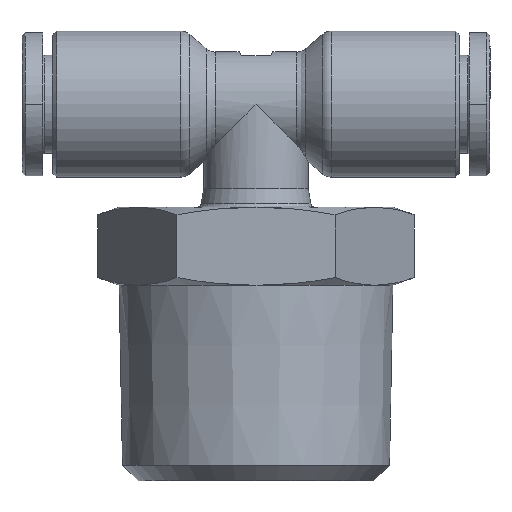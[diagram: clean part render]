
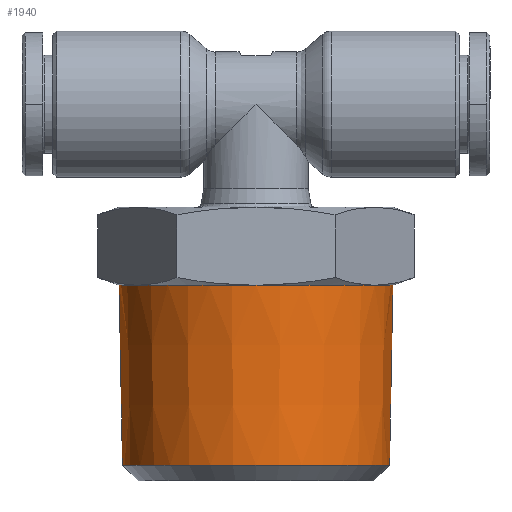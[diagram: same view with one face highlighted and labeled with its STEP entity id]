
A CAD part, front view. The second image highlights one B-rep face of the part: STEP entity #1940.
In plain terms, the highlighted conical face has half-angle 1.06 degrees and reference radius 10.361 mm.
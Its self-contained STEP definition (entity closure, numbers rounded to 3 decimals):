
#1803=CARTESIAN_POINT('',(-9.218,0.,-14.116));
#1804=VERTEX_POINT('',#1803);
#1841=CARTESIAN_POINT('',(11.782,0.,-14.116));
#1842=VERTEX_POINT('',#1841);
#1876=CARTESIAN_POINT('',(1.282,0.,-21.616));
#1877=DIRECTION('',(0.,0.,1.0));
#1878=DIRECTION('',(1.0,0.0,0.0));
#1879=AXIS2_PLACEMENT_3D('',#1876,#1877,#1878);
#1880=CONICAL_SURFACE('',#1879,10.361,1.06);
#1881=CARTESIAN_POINT('',(11.527,0.,-27.916));
#1882=VERTEX_POINT('',#1881);
#1883=CARTESIAN_POINT('',(11.782,0.,-14.116));
#1884=DIRECTION('',(-0.018,0.,-1.));
#1885=VECTOR('',#1884,13.803);
#1886=LINE('',#1883,#1885);
#1887=EDGE_CURVE('',#1842,#1882,#1886,.T.);
#1888=ORIENTED_EDGE('',*,*,#1887,.F.);
#1889=CARTESIAN_POINT('',(10.375,-5.25,-14.116));
#1890=VERTEX_POINT('',#1889);
#1891=CARTESIAN_POINT('',(1.282,0.,-14.116));
#1892=DIRECTION('',(0.0,0.0,-1.0));
#1893=DIRECTION('',(1.0,0.0,0.0));
#1894=AXIS2_PLACEMENT_3D('',#1891,#1892,#1893);
#1895=CIRCLE('',#1894,10.5);
#1896=EDGE_CURVE('',#1842,#1890,#1895,.T.);
#1897=ORIENTED_EDGE('',*,*,#1896,.T.);
#1898=CARTESIAN_POINT('',(1.282,-10.5,-14.116));
#1899=VERTEX_POINT('',#1898);
#1900=CARTESIAN_POINT('',(1.282,0.,-14.116));
#1901=DIRECTION('',(0.0,0.0,-1.0));
#1902=DIRECTION('',(1.0,0.0,0.0));
#1903=AXIS2_PLACEMENT_3D('',#1900,#1901,#1902);
#1904=CIRCLE('',#1903,10.5);
#1905=EDGE_CURVE('',#1890,#1899,#1904,.T.);
#1906=ORIENTED_EDGE('',*,*,#1905,.T.);
#1907=CARTESIAN_POINT('',(-7.811,-5.25,-14.116));
#1908=VERTEX_POINT('',#1907);
#1909=CARTESIAN_POINT('',(1.282,0.,-14.116));
#1910=DIRECTION('',(0.0,0.0,-1.0));
#1911=DIRECTION('',(1.0,0.0,0.0));
#1912=AXIS2_PLACEMENT_3D('',#1909,#1910,#1911);
#1913=CIRCLE('',#1912,10.5);
#1914=EDGE_CURVE('',#1899,#1908,#1913,.T.);
#1915=ORIENTED_EDGE('',*,*,#1914,.T.);
#1916=CARTESIAN_POINT('',(1.282,0.,-14.116));
#1917=DIRECTION('',(0.0,0.0,-1.0));
#1918=DIRECTION('',(1.0,0.0,0.0));
#1919=AXIS2_PLACEMENT_3D('',#1916,#1917,#1918);
#1920=CIRCLE('',#1919,10.5);
#1921=EDGE_CURVE('',#1908,#1804,#1920,.T.);
#1922=ORIENTED_EDGE('',*,*,#1921,.T.);
#1923=CARTESIAN_POINT('',(-8.962,0.,-27.916));
#1924=VERTEX_POINT('',#1923);
#1925=CARTESIAN_POINT('',(-8.962,0.,-27.916));
#1926=DIRECTION('',(-0.018,0.,1.));
#1927=VECTOR('',#1926,13.803);
#1928=LINE('',#1925,#1927);
#1929=EDGE_CURVE('',#1924,#1804,#1928,.T.);
#1930=ORIENTED_EDGE('',*,*,#1929,.F.);
#1931=CARTESIAN_POINT('',(1.282,0.,-27.916));
#1932=DIRECTION('',(0.0,0.0,-1.0));
#1933=DIRECTION('',(-1.0,0.0,0.0));
#1934=AXIS2_PLACEMENT_3D('',#1931,#1932,#1933);
#1935=CIRCLE('',#1934,10.245);
#1936=EDGE_CURVE('',#1882,#1924,#1935,.T.);
#1937=ORIENTED_EDGE('',*,*,#1936,.F.);
#1938=EDGE_LOOP('',(#1888,#1897,#1906,#1915,#1922,#1930,#1937));
#1939=FACE_OUTER_BOUND('',#1938,.T.);
#1940=ADVANCED_FACE('',(#1939),#1880,.T.);
